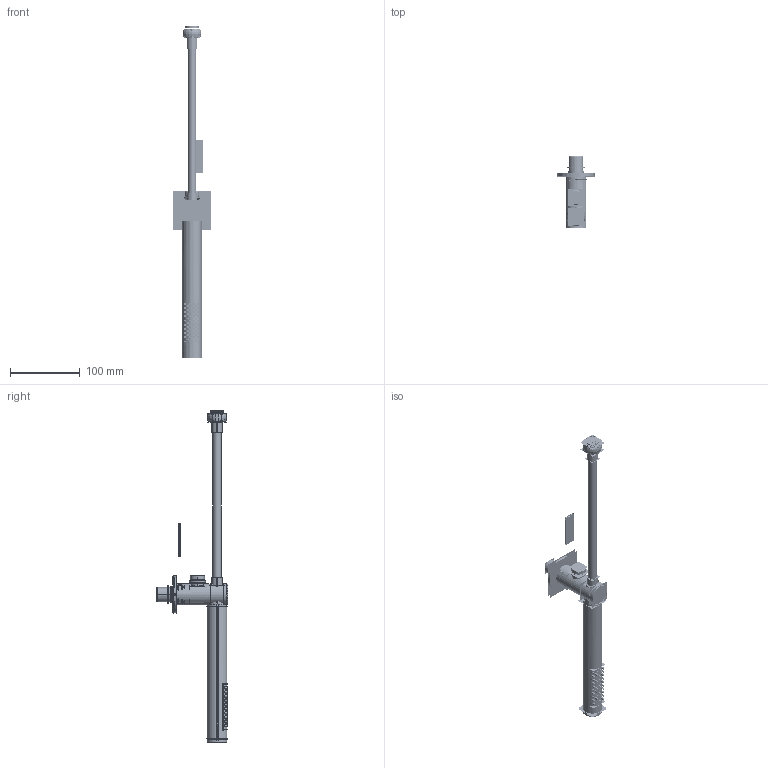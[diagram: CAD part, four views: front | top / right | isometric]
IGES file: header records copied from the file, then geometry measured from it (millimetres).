
Start section:  PTC IGES file: PRO963C.igs
Global section: file name: PRO963C.igs; native system: Pro/ENGINEER by Parametric Technology Corporation; preprocessor: 2009360; author: user321; organization: Unknown; date: 20191126.180915; units: millimetre
Bounding box: 55.12 x 102.63 x 474.93 mm (x, y, z)
Volume: 200198 mm3; surface area: 494554.4 mm2
Topology: 41 solids, 52 shells, 2370 faces, 11628 edges, 15149 vertices
Faces by surface type: revolution 1674, bspline 696
